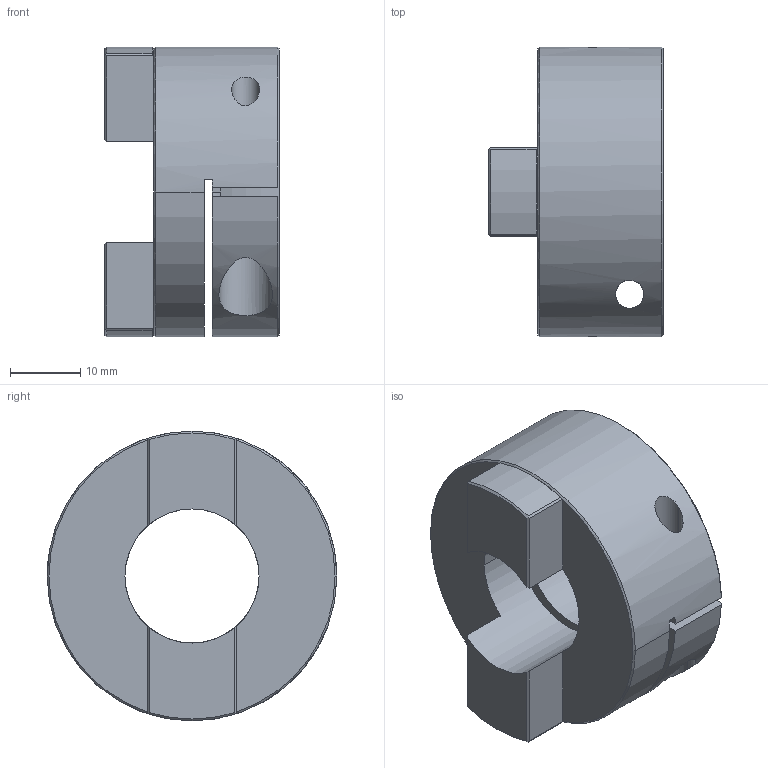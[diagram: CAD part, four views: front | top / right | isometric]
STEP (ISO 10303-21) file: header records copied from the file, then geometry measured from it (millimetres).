
FILE_DESCRIPTION (( 'STEP AP214' ), '1' );
FILE_NAME ('DC-DAC41-12.STEP', '2015-12-01T23:16:24', ( '' ), ( '' ), 'SwSTEP 2.0', 'SolidWorks 2015', '' );
FILE_SCHEMA (( 'AUTOMOTIVE_DESIGN' ));
Length unit declared in the file: millimetre
Products named in the file (1): DC-DAC41-12
Bounding box: 24.78 x 41.15 x 41.15 mm (x, y, z)
Volume: 19105.8 mm3; surface area: 7768.2 mm2
Topology: 1 solids, 1 shells, 51 faces, 144 edges, 94 vertices
Faces by surface type: plane 27, cylinder 15, cone 9
Entity records: 1837 total; most frequent: CARTESIAN_POINT 490, ORIENTED_EDGE 288, DIRECTION 265, EDGE_CURVE 144, AXIS2_PLACEMENT_3D 101, VERTEX_POINT 94, VECTOR 63, LINE 63
